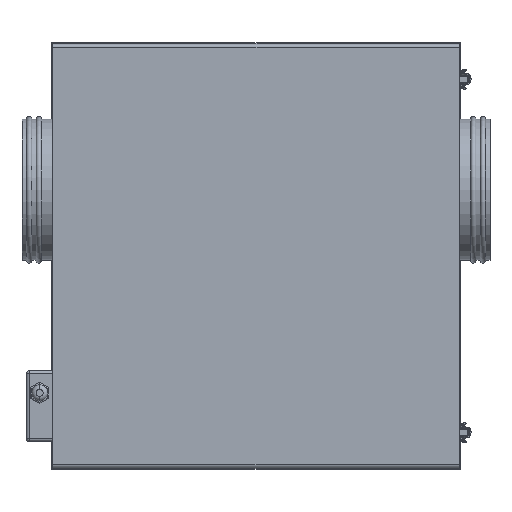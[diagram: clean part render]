
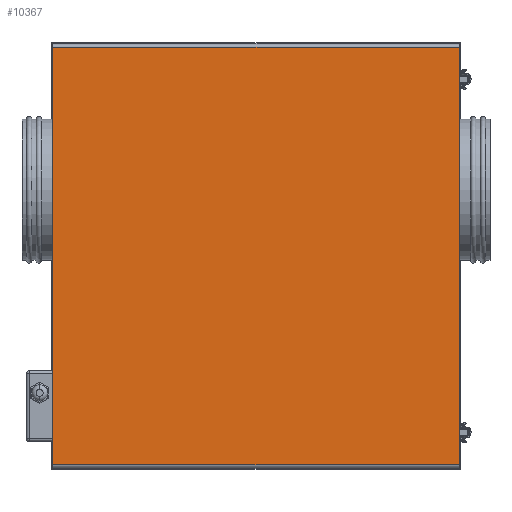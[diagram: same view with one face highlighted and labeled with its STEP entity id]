
A CAD part, front view. The second image highlights one B-rep face of the part: STEP entity #10367.
In plain terms, the highlighted planar face has unit normal (0, -1, 0).
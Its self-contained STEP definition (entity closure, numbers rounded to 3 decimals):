
#3824 = VECTOR ( 'NONE', #4131, 1000. ) ;
#4131 = DIRECTION ( 'NONE',  ( -1., 0., 0. ) ) ;
#4472 = CARTESIAN_POINT ( 'NONE',  ( -230., 0., 3.737 ) ) ;
#4473 = LINE ( 'NONE', #4472, #3824 ) ;
#4474 = CARTESIAN_POINT ( 'NONE',  ( 230., 0., 476.263 ) ) ;
#4623 = DIRECTION ( 'NONE',  ( 0., 0., 1. ) ) ;
#4624 = VECTOR ( 'NONE', #4623, 1000. ) ;
#4625 = CARTESIAN_POINT ( 'NONE',  ( 230., 0., 480. ) ) ;
#4626 = LINE ( 'NONE', #4625, #4624 ) ;
#4628 = CARTESIAN_POINT ( 'NONE',  ( 230., 0., 3.737 ) ) ;
#4629 = DIRECTION ( 'NONE',  ( -1., 0., 0. ) ) ;
#4630 = VECTOR ( 'NONE', #4629, 1000. ) ;
#4631 = CARTESIAN_POINT ( 'NONE',  ( 230., 0., 476.263 ) ) ;
#4632 = DIRECTION ( 'NONE',  ( 0., 0., 1. ) ) ;
#4633 = DIRECTION ( 'NONE',  ( 0., 1., 0. ) ) ;
#4634 = CARTESIAN_POINT ( 'NONE',  ( -230., 0., 480. ) ) ;
#4635 = AXIS2_PLACEMENT_3D ( 'NONE', #4634, #4633, #4632 ) ;
#4636 = LINE ( 'NONE', #4631, #4630 ) ;
#4637 = PLANE ( 'NONE',  #4635 ) ;
#4650 = FACE_OUTER_BOUND ( 'NONE', #10361, .T. ) ;
#5169 = DIRECTION ( 'NONE',  ( 0., 0., -1. ) ) ;
#5170 = VECTOR ( 'NONE', #5169, 1000. ) ;
#5171 = CARTESIAN_POINT ( 'NONE',  ( -230., 0., 480. ) ) ;
#5172 = LINE ( 'NONE', #5171, #5170 ) ;
#5201 = CARTESIAN_POINT ( 'NONE',  ( -230., 0., 476.263 ) ) ;
#5203 = CARTESIAN_POINT ( 'NONE',  ( -230., 0., 3.737 ) ) ;
#10361 = EDGE_LOOP ( 'NONE', ( #10368, #10363, #10364, #10372 ) ) ;
#10362 = VERTEX_POINT ( 'NONE', #4474 ) ;
#10363 = ORIENTED_EDGE ( 'NONE', *, *, #10544, .T. ) ;
#10364 = ORIENTED_EDGE ( 'NONE', *, *, #10365, .F. ) ;
#10365 = EDGE_CURVE ( 'NONE', #10371, #10575, #4473, .T. ) ;
#10367 = ADVANCED_FACE ( 'NONE', ( #4650 ), #4637, .F. ) ;
#10368 = ORIENTED_EDGE ( 'NONE', *, *, #10369, .T. ) ;
#10369 = EDGE_CURVE ( 'NONE', #10362, #10578, #4636, .T. ) ;
#10371 = VERTEX_POINT ( 'NONE', #4628 ) ;
#10372 = ORIENTED_EDGE ( 'NONE', *, *, #10373, .T. ) ;
#10373 = EDGE_CURVE ( 'NONE', #10371, #10362, #4626, .T. ) ;
#10544 = EDGE_CURVE ( 'NONE', #10578, #10575, #5172, .T. ) ;
#10575 = VERTEX_POINT ( 'NONE', #5203 ) ;
#10578 = VERTEX_POINT ( 'NONE', #5201 ) ;
